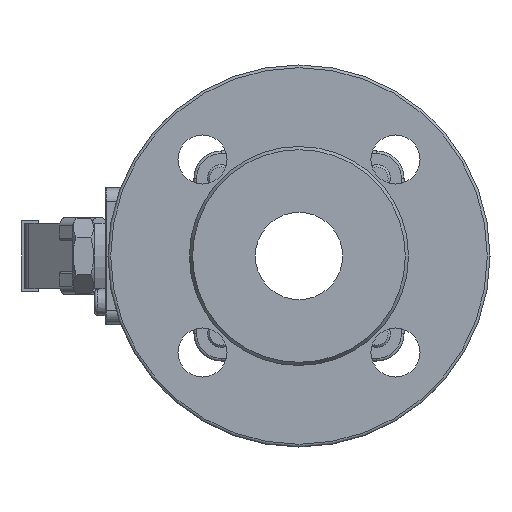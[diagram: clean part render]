
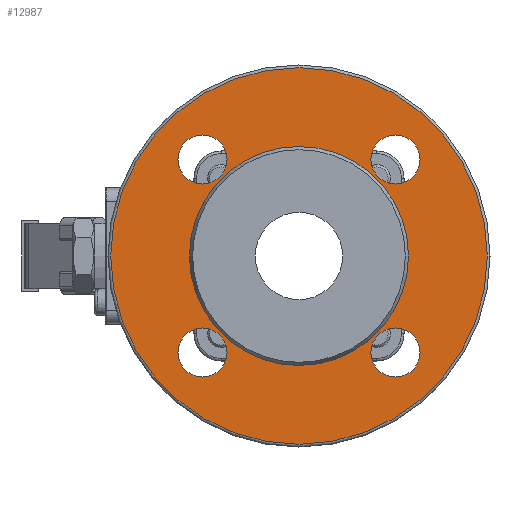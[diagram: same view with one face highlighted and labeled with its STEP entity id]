
A CAD part, left-side view. The second image highlights one B-rep face of the part: STEP entity #12987.
In plain terms, the highlighted planar face has unit normal (-1, 0, 0).
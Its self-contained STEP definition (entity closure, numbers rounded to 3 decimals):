
#451=PLANE('',#13971);
#959=CIRCLE('',#13972,69.);
#960=CIRCLE('',#13973,40.13);
#961=CIRCLE('',#13974,9.);
#962=CIRCLE('',#13975,9.);
#963=CIRCLE('',#13976,9.);
#964=CIRCLE('',#13977,9.);
#5303=ORIENTED_EDGE('',*,*,#8237,.T.);
#5304=ORIENTED_EDGE('',*,*,#8238,.F.);
#5305=ORIENTED_EDGE('',*,*,#8239,.F.);
#5306=ORIENTED_EDGE('',*,*,#8240,.F.);
#5307=ORIENTED_EDGE('',*,*,#8241,.F.);
#5308=ORIENTED_EDGE('',*,*,#8242,.F.);
#8237=EDGE_CURVE('',#9696,#9696,#959,.T.);
#8238=EDGE_CURVE('',#9697,#9697,#960,.T.);
#8239=EDGE_CURVE('',#9698,#9698,#961,.T.);
#8240=EDGE_CURVE('',#9699,#9699,#962,.T.);
#8241=EDGE_CURVE('',#9700,#9700,#963,.T.);
#8242=EDGE_CURVE('',#9701,#9701,#964,.T.);
#9696=VERTEX_POINT('',#40457);
#9697=VERTEX_POINT('',#40459);
#9698=VERTEX_POINT('',#40461);
#9699=VERTEX_POINT('',#40463);
#9700=VERTEX_POINT('',#40465);
#9701=VERTEX_POINT('',#40467);
#11122=EDGE_LOOP('',(#5303));
#11123=EDGE_LOOP('',(#5304));
#11124=EDGE_LOOP('',(#5305));
#11125=EDGE_LOOP('',(#5306));
#11126=EDGE_LOOP('',(#5307));
#11127=EDGE_LOOP('',(#5308));
#12056=FACE_BOUND('',#11122,.T.);
#12057=FACE_BOUND('',#11123,.T.);
#12058=FACE_BOUND('',#11124,.T.);
#12059=FACE_BOUND('',#11125,.T.);
#12060=FACE_BOUND('',#11126,.T.);
#12061=FACE_BOUND('',#11127,.T.);
#12987=ADVANCED_FACE('',(#12056,#12057,#12058,#12059,#12060,#12061),#451,
 .F.);
#13971=AXIS2_PLACEMENT_3D('',#40455,#16143,#16144);
#13972=AXIS2_PLACEMENT_3D('',#40456,#16145,#16146);
#13973=AXIS2_PLACEMENT_3D('',#40458,#16147,#16148);
#13974=AXIS2_PLACEMENT_3D('',#40460,#16149,#16150);
#13975=AXIS2_PLACEMENT_3D('',#40462,#16151,#16152);
#13976=AXIS2_PLACEMENT_3D('',#40464,#16153,#16154);
#13977=AXIS2_PLACEMENT_3D('',#40466,#16155,#16156);
#16143=DIRECTION('',(1.,0.,0.));
#16144=DIRECTION('',(0.,0.,-1.));
#16145=DIRECTION('',(-1.,0.,0.));
#16146=DIRECTION('',(0.,0.,1.));
#16147=DIRECTION('',(-1.,0.,0.));
#16148=DIRECTION('',(0.,0.,1.));
#16149=DIRECTION('',(-1.,0.,0.));
#16150=DIRECTION('',(0.,0.,-1.));
#16151=DIRECTION('',(-1.,0.,0.));
#16152=DIRECTION('',(0.,0.,-1.));
#16153=DIRECTION('',(-1.,0.,0.));
#16154=DIRECTION('',(0.,0.,-1.));
#16155=DIRECTION('',(-1.,0.,0.));
#16156=DIRECTION('',(0.,0.,-1.));
#40455=CARTESIAN_POINT('',(432.126,495.543,0.));
#40456=CARTESIAN_POINT('',(432.126,648.178,0.));
#40457=CARTESIAN_POINT('',(432.126,648.178,69.));
#40458=CARTESIAN_POINT('',(432.126,648.178,0.));
#40459=CARTESIAN_POINT('',(432.126,648.178,40.13));
#40460=CARTESIAN_POINT('',(432.126,683.533,35.355));
#40461=CARTESIAN_POINT('',(432.126,683.533,26.355));
#40462=CARTESIAN_POINT('',(432.126,683.533,-35.355));
#40463=CARTESIAN_POINT('',(432.126,683.533,-44.355));
#40464=CARTESIAN_POINT('',(432.126,612.822,-35.355));
#40465=CARTESIAN_POINT('',(432.126,612.822,-44.355));
#40466=CARTESIAN_POINT('',(432.126,612.822,35.355));
#40467=CARTESIAN_POINT('',(432.126,612.822,26.355));
